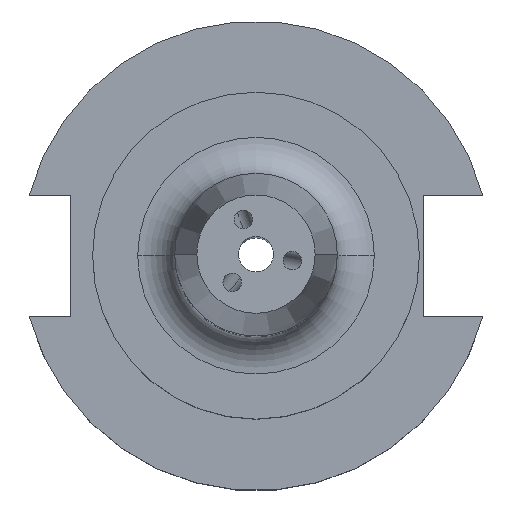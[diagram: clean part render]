
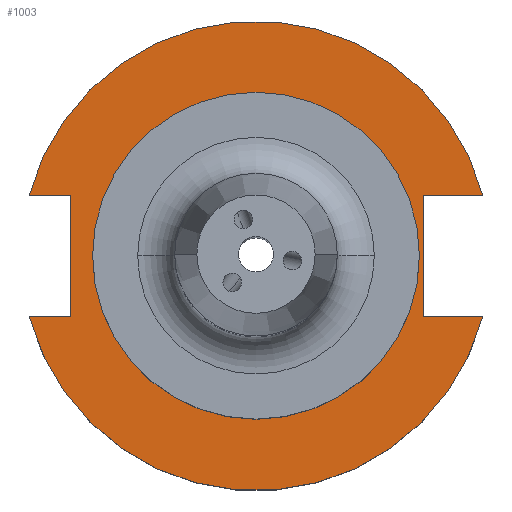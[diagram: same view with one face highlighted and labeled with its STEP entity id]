
A CAD part, top view. The second image highlights one B-rep face of the part: STEP entity #1003.
In plain terms, the highlighted planar face has unit normal (0, 0, 1).
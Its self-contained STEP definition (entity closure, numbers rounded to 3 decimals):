
#14 = AXIS2_PLACEMENT_3D ( 'NONE', #476, #1590, #1786 ) ;
#24 = PLANE ( 'NONE',  #2187 ) ;
#50 = DIRECTION ( 'NONE',  ( 0., -1., 0. ) ) ;
#58 = CARTESIAN_POINT ( 'NONE',  ( -25.091, -8.191, 19.05 ) ) ;
#66 = VECTOR ( 'NONE', #382, 1000. ) ;
#69 = CARTESIAN_POINT ( 'NONE',  ( -25.091, 8.191, 19.05 ) ) ;
#77 = CARTESIAN_POINT ( 'NONE',  ( 22.606, 8.191, 19.05 ) ) ;
#99 = CARTESIAN_POINT ( 'NONE',  ( 0., 0., 19.05 ) ) ;
#208 = DIRECTION ( 'NONE',  ( 0., 0., -1. ) ) ;
#248 = ORIENTED_EDGE ( 'NONE', *, *, #1223, .T. ) ;
#268 = AXIS2_PLACEMENT_3D ( 'NONE', #99, #273, #1019 ) ;
#273 = DIRECTION ( 'NONE',  ( 0., 0., 1. ) ) ;
#315 = EDGE_LOOP ( 'NONE', ( #661, #2100, #1334, #1547, #721, #957, #1330, #248 ) ) ;
#382 = DIRECTION ( 'NONE',  ( 1., 0., 0. ) ) ;
#393 = CARTESIAN_POINT ( 'NONE',  ( -25.091, 8.191, 19.05 ) ) ;
#462 = LINE ( 'NONE', #994, #847 ) ;
#468 = FACE_BOUND ( 'NONE', #775, .T. ) ;
#470 = EDGE_CURVE ( 'NONE', #1938, #924, #491, .T. ) ;
#476 = CARTESIAN_POINT ( 'NONE',  ( 0., 0., 19.05 ) ) ;
#491 = CIRCLE ( 'NONE', #14, 31.75 ) ;
#540 = ORIENTED_EDGE ( 'NONE', *, *, #1092, .F. ) ;
#605 = LINE ( 'NONE', #1317, #66 ) ;
#606 = CARTESIAN_POINT ( 'NONE',  ( 0., 0., 19.05 ) ) ;
#614 = CARTESIAN_POINT ( 'NONE',  ( 30.675, -8.191, 19.05 ) ) ;
#644 = CARTESIAN_POINT ( 'NONE',  ( -30.675, -8.191, 19.05 ) ) ;
#658 = VECTOR ( 'NONE', #2006, 1000. ) ;
#661 = ORIENTED_EDGE ( 'NONE', *, *, #2329, .T. ) ;
#694 = AXIS2_PLACEMENT_3D ( 'NONE', #606, #1909, #793 ) ;
#711 = CARTESIAN_POINT ( 'NONE',  ( 0., -8.191, 19.05 ) ) ;
#721 = ORIENTED_EDGE ( 'NONE', *, *, #795, .T. ) ;
#739 = LINE ( 'NONE', #393, #1185 ) ;
#744 = VERTEX_POINT ( 'NONE', #1383 ) ;
#748 = EDGE_CURVE ( 'NONE', #789, #948, #845, .T. ) ;
#775 = EDGE_LOOP ( 'NONE', ( #1695, #540 ) ) ;
#782 = VECTOR ( 'NONE', #1256, 1000. ) ;
#789 = VERTEX_POINT ( 'NONE', #644 ) ;
#793 = DIRECTION ( 'NONE',  ( 1., 0., 0. ) ) ;
#795 = EDGE_CURVE ( 'NONE', #870, #1893, #2254, .T. ) ;
#845 = CIRCLE ( 'NONE', #268, 31.75 ) ;
#847 = VECTOR ( 'NONE', #1361, 1000. ) ;
#870 = VERTEX_POINT ( 'NONE', #1817 ) ;
#924 = VERTEX_POINT ( 'NONE', #2063 ) ;
#948 = VERTEX_POINT ( 'NONE', #614 ) ;
#953 = VERTEX_POINT ( 'NONE', #69 ) ;
#957 = ORIENTED_EDGE ( 'NONE', *, *, #1618, .F. ) ;
#966 = LINE ( 'NONE', #1145, #1829 ) ;
#976 = CARTESIAN_POINT ( 'NONE',  ( 0., 0., 19.05 ) ) ;
#994 = CARTESIAN_POINT ( 'NONE',  ( 0., 8.191, 19.05 ) ) ;
#1003 = ADVANCED_FACE ( 'NONE', ( #468, #1506 ), #24, .F. ) ;
#1019 = DIRECTION ( 'NONE',  ( 1., 0., 0. ) ) ;
#1047 = EDGE_CURVE ( 'NONE', #789, #2348, #966, .T. ) ;
#1092 = EDGE_CURVE ( 'NONE', #744, #1956, #1773, .T. ) ;
#1145 = CARTESIAN_POINT ( 'NONE',  ( -61.091, -8.191, 19.05 ) ) ;
#1171 = DIRECTION ( 'NONE',  ( 1., 0., 0. ) ) ;
#1185 = VECTOR ( 'NONE', #50, 1000. ) ;
#1203 = CARTESIAN_POINT ( 'NONE',  ( 30.675, 8.191, 19.05 ) ) ;
#1223 = EDGE_CURVE ( 'NONE', #924, #953, #605, .T. ) ;
#1256 = DIRECTION ( 'NONE',  ( 0., 1., 0. ) ) ;
#1314 = CARTESIAN_POINT ( 'NONE',  ( 0., 22.1, 19.05 ) ) ;
#1317 = CARTESIAN_POINT ( 'NONE',  ( -61.091, 8.191, 19.05 ) ) ;
#1330 = ORIENTED_EDGE ( 'NONE', *, *, #470, .T. ) ;
#1334 = ORIENTED_EDGE ( 'NONE', *, *, #748, .T. ) ;
#1361 = DIRECTION ( 'NONE',  ( -1., 0., 0. ) ) ;
#1383 = CARTESIAN_POINT ( 'NONE',  ( -22.1, 0., 19.05 ) ) ;
#1492 = DIRECTION ( 'NONE',  ( -1., 0., 0. ) ) ;
#1506 = FACE_OUTER_BOUND ( 'NONE', #315, .T. ) ;
#1547 = ORIENTED_EDGE ( 'NONE', *, *, #2086, .F. ) ;
#1590 = DIRECTION ( 'NONE',  ( 0., 0., 1. ) ) ;
#1617 = CARTESIAN_POINT ( 'NONE',  ( 22.606, 22.1, 19.05 ) ) ;
#1618 = EDGE_CURVE ( 'NONE', #1938, #1893, #462, .T. ) ;
#1635 = LINE ( 'NONE', #711, #658 ) ;
#1695 = ORIENTED_EDGE ( 'NONE', *, *, #2345, .F. ) ;
#1773 = CIRCLE ( 'NONE', #2068, 22.1 ) ;
#1786 = DIRECTION ( 'NONE',  ( 1., 0., 0. ) ) ;
#1817 = CARTESIAN_POINT ( 'NONE',  ( 22.606, -8.191, 19.05 ) ) ;
#1829 = VECTOR ( 'NONE', #1885, 1000. ) ;
#1885 = DIRECTION ( 'NONE',  ( 1., 0., 0. ) ) ;
#1893 = VERTEX_POINT ( 'NONE', #77 ) ;
#1909 = DIRECTION ( 'NONE',  ( 0., 0., 1. ) ) ;
#1938 = VERTEX_POINT ( 'NONE', #1203 ) ;
#1956 = VERTEX_POINT ( 'NONE', #2107 ) ;
#2006 = DIRECTION ( 'NONE',  ( 1., 0., 0. ) ) ;
#2063 = CARTESIAN_POINT ( 'NONE',  ( -30.675, 8.191, 19.05 ) ) ;
#2068 = AXIS2_PLACEMENT_3D ( 'NONE', #976, #2264, #1171 ) ;
#2086 = EDGE_CURVE ( 'NONE', #870, #948, #1635, .T. ) ;
#2099 = CIRCLE ( 'NONE', #694, 22.1 ) ;
#2100 = ORIENTED_EDGE ( 'NONE', *, *, #1047, .F. ) ;
#2107 = CARTESIAN_POINT ( 'NONE',  ( 22.1, 0., 19.05 ) ) ;
#2187 = AXIS2_PLACEMENT_3D ( 'NONE', #1314, #208, #1492 ) ;
#2254 = LINE ( 'NONE', #1617, #782 ) ;
#2264 = DIRECTION ( 'NONE',  ( 0., 0., 1. ) ) ;
#2329 = EDGE_CURVE ( 'NONE', #953, #2348, #739, .T. ) ;
#2345 = EDGE_CURVE ( 'NONE', #1956, #744, #2099, .T. ) ;
#2348 = VERTEX_POINT ( 'NONE', #58 ) ;
